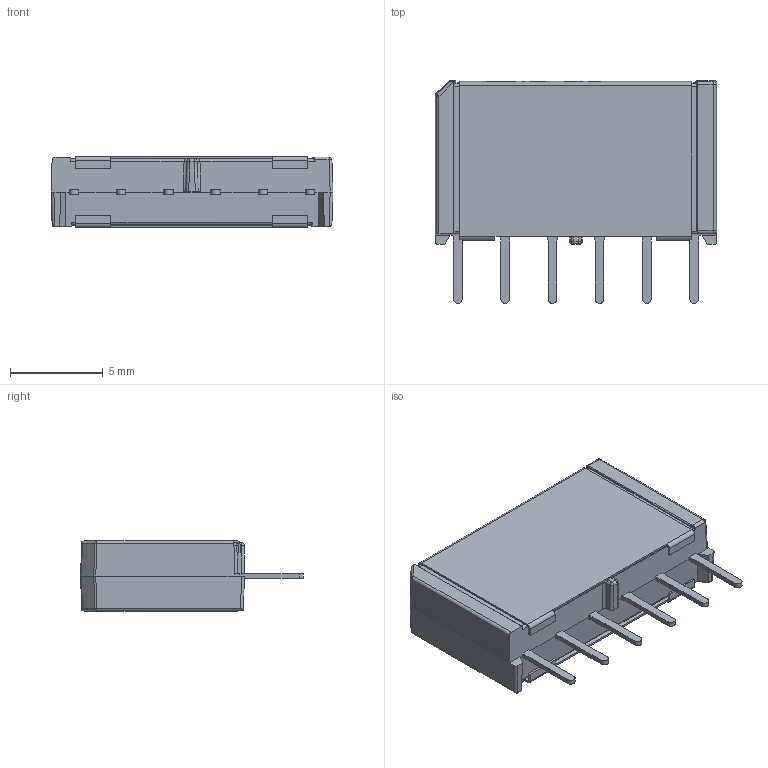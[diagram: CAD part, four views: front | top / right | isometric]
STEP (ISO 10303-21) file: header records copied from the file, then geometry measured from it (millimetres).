
FILE_DESCRIPTION((''),'2;1');
FILE_NAME('9092 (A).stp','2012-09-17T17:29:08',('odafonseca'),(''),'Autodesk Inventor 2011','Autodesk Inventor 2011','');
FILE_SCHEMA(('AUTOMOTIVE_DESIGN { 1 0 10303 214 1 1 1 1 }'));
Length unit declared in the file: inch
Products named in the file (1): 9092 (A)
Bounding box: 15.16 x 11.99 x 3.81 mm (x, y, z)
Volume: 203.6 mm3; surface area: 1217.2 mm2
Topology: 1 solids, 2 shells, 477 faces, 1265 edges, 811 vertices
Faces by surface type: plane 219, bspline 176, cylinder 73, sphere 8, torus 1
Full cylindrical faces by diameter (mm): 1.575 x4
Entity records: 16118 total; most frequent: CARTESIAN_POINT 4925, ORIENTED_EDGE 2500, DIRECTION 1671, EDGE_CURVE 1250, VERTEX_POINT 811, VECTOR 759, LINE 759, EDGE_LOOP 511
